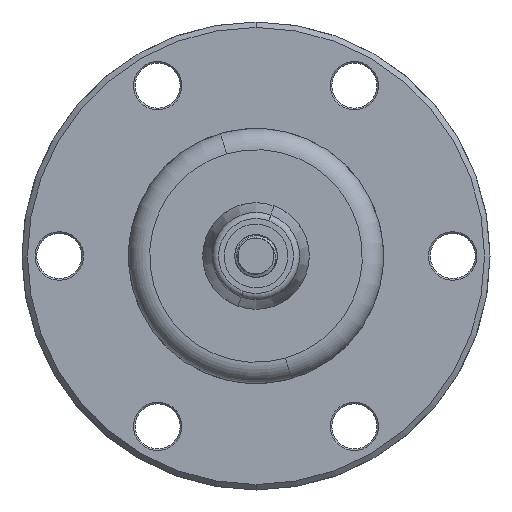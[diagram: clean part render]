
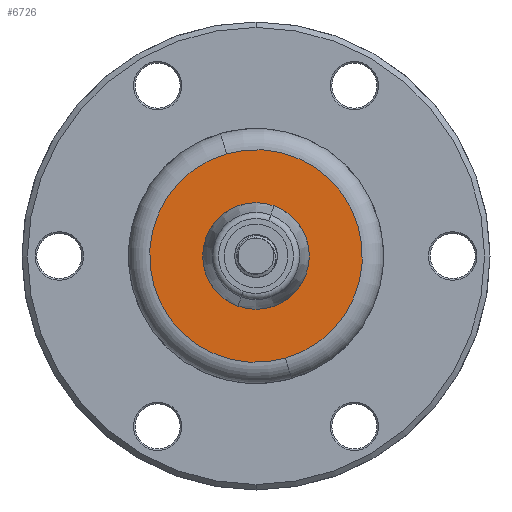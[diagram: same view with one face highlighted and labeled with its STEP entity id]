
A CAD part, front view. The second image highlights one B-rep face of the part: STEP entity #6726.
In plain terms, the highlighted planar face has unit normal (0, -1, 0).
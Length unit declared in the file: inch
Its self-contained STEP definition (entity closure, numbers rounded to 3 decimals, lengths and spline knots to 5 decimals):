
#572 = ORIENTED_EDGE ( 'NONE', *, *, #5870, .F. ) ;
#630 = CARTESIAN_POINT ( 'NONE',  ( 0.08694, -2.759, -0.30016 ) ) ;
#912 = CARTESIAN_POINT ( 'NONE',  ( 0., -2.759, 0. ) ) ;
#913 = VERTEX_POINT ( 'NONE', #6785 ) ;
#1009 = VERTEX_POINT ( 'NONE', #1575 ) ;
#1065 = DIRECTION ( 'NONE',  ( 0., 1., 0. ) ) ;
#1575 = CARTESIAN_POINT ( 'NONE',  ( 0.08694, -2.759, -0.30016 ) ) ;
#1695 = PLANE ( 'NONE',  #2677 ) ;
#1733 = CARTESIAN_POINT ( 'NONE',  ( -0.17387, -2.759, 0.60033 ) ) ;
#1852 = DIRECTION ( 'NONE',  ( 0., -1., 0. ) ) ;
#1907 = CIRCLE ( 'NONE', #2150, 0.625 ) ;
#2150 = AXIS2_PLACEMENT_3D ( 'NONE', #4017, #6401, #3471 ) ;
#2280 = EDGE_CURVE ( 'NONE', #1009, #913, #6402, .T. ) ;
#2521 = ORIENTED_EDGE ( 'NONE', *, *, #5569, .T. ) ;
#2677 = AXIS2_PLACEMENT_3D ( 'NONE', #630, #1065, #6541 ) ;
#2794 = DIRECTION ( 'NONE',  ( -0.278, 0., 0.961 ) ) ;
#2928 = CIRCLE ( 'NONE', #5421, 0.3125 ) ;
#2960 = EDGE_LOOP ( 'NONE', ( #2521, #3164 ) ) ;
#3150 = AXIS2_PLACEMENT_3D ( 'NONE', #4491, #5588, #3946 ) ;
#3164 = ORIENTED_EDGE ( 'NONE', *, *, #3718, .T. ) ;
#3209 = DIRECTION ( 'NONE',  ( -0.278, 0., 0.961 ) ) ;
#3471 = DIRECTION ( 'NONE',  ( -0.278, 0., 0.961 ) ) ;
#3718 = EDGE_CURVE ( 'NONE', #5831, #5373, #1907, .T. ) ;
#3946 = DIRECTION ( 'NONE',  ( -0.278, 0., 0.961 ) ) ;
#3979 = EDGE_LOOP ( 'NONE', ( #572, #7157 ) ) ;
#4017 = CARTESIAN_POINT ( 'NONE',  ( 0., -2.759, 0. ) ) ;
#4491 = CARTESIAN_POINT ( 'NONE',  ( 0., -2.759, 0. ) ) ;
#4546 = AXIS2_PLACEMENT_3D ( 'NONE', #4816, #1852, #3209 ) ;
#4816 = CARTESIAN_POINT ( 'NONE',  ( 0., -2.759, 0. ) ) ;
#5180 = DIRECTION ( 'NONE',  ( 0., -1., 0. ) ) ;
#5373 = VERTEX_POINT ( 'NONE', #1733 ) ;
#5421 = AXIS2_PLACEMENT_3D ( 'NONE', #912, #5180, #2794 ) ;
#5569 = EDGE_CURVE ( 'NONE', #5373, #5831, #6678, .T. ) ;
#5588 = DIRECTION ( 'NONE',  ( 0., -1., 0. ) ) ;
#5831 = VERTEX_POINT ( 'NONE', #7028 ) ;
#5870 = EDGE_CURVE ( 'NONE', #913, #1009, #2928, .T. ) ;
#6401 = DIRECTION ( 'NONE',  ( 0., -1., 0. ) ) ;
#6402 = CIRCLE ( 'NONE', #3150, 0.3125 ) ;
#6541 = DIRECTION ( 'NONE',  ( 0.278, 0., -0.961 ) ) ;
#6678 = CIRCLE ( 'NONE', #4546, 0.625 ) ;
#6726 = ADVANCED_FACE ( 'NONE', ( #7095, #7053 ), #1695, .F. ) ;
#6785 = CARTESIAN_POINT ( 'NONE',  ( -0.08694, -2.759, 0.30016 ) ) ;
#7028 = CARTESIAN_POINT ( 'NONE',  ( 0.17387, -2.759, -0.60033 ) ) ;
#7053 = FACE_OUTER_BOUND ( 'NONE', #2960, .T. ) ;
#7095 = FACE_BOUND ( 'NONE', #3979, .T. ) ;
#7157 = ORIENTED_EDGE ( 'NONE', *, *, #2280, .F. ) ;
